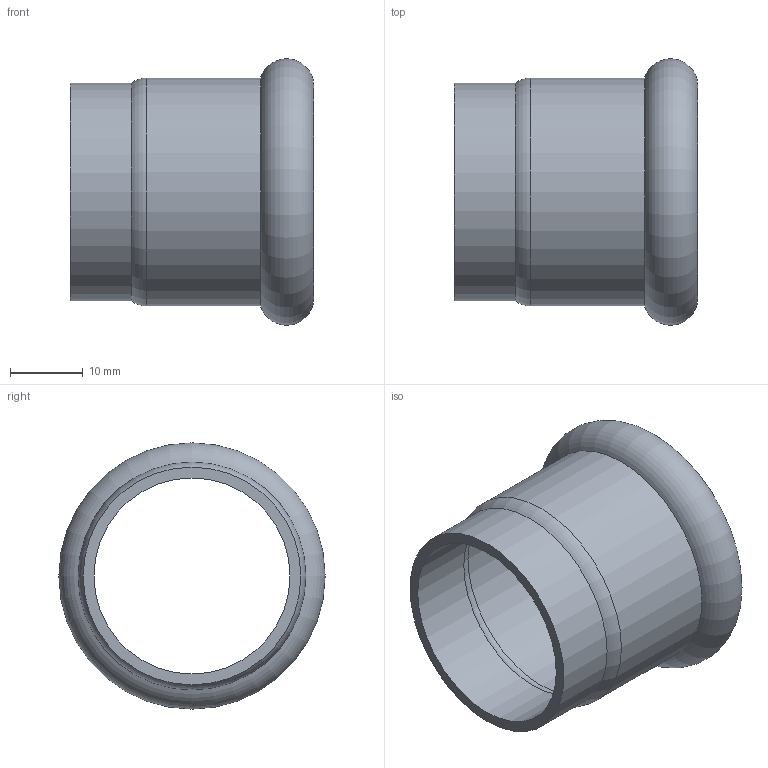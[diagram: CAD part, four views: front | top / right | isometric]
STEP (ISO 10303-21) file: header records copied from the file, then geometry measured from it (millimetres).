
FILE_DESCRIPTION(/* description */ ('MEZZOMANICOTTO A SALDARE DN28 (INOXPRES)'),/* implementation_level */ '2;1');
FILE_NAME(/* name */ '187028000R_Inoxpres.stp',/* time_stamp */ '2022-10-11T16:46:52+02:00',/* author */ ('Vault'),/* organization */ ('Raccorderie metalliche s.p.a. '),/* preprocessor_version */ 'ST-DEVELOPER v18.1',/* originating_system */ 'Autodesk Inventor 2020',/* authorisation */ 'Raccorderie metalliche s.p.a. ');
FILE_SCHEMA (('AUTOMOTIVE_DESIGN { 1 0 10303 214 3 1 1 }'));
Length unit declared in the file: millimetre
Products named in the file (1): 187028000R_Inoxpres
Bounding box: 33.5 x 36.68 x 36.68 mm (x, y, z)
Volume: 6063.4 mm3; surface area: 6799.5 mm2
Topology: 1 solids, 1 shells, 13 faces, 46 edges, 34 vertices
Faces by surface type: cylinder 6, torus 5, cone 1, plane 1
Full cylindrical faces by diameter (mm): 27 x1, 28.4 x1, 28.8 x2, 30 x1, 31.4 x1
Entity records: 584 total; most frequent: DIRECTION 113, CARTESIAN_POINT 94, ORIENTED_EDGE 92, AXIS2_PLACEMENT_3D 53, EDGE_CURVE 46, CIRCLE 39, VERTEX_POINT 34, EDGE_LOOP 14
